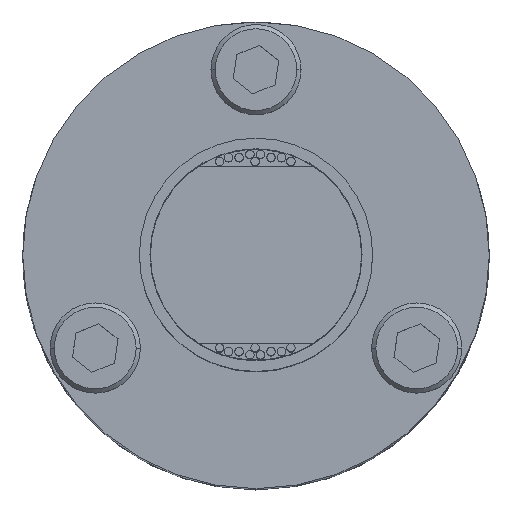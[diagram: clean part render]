
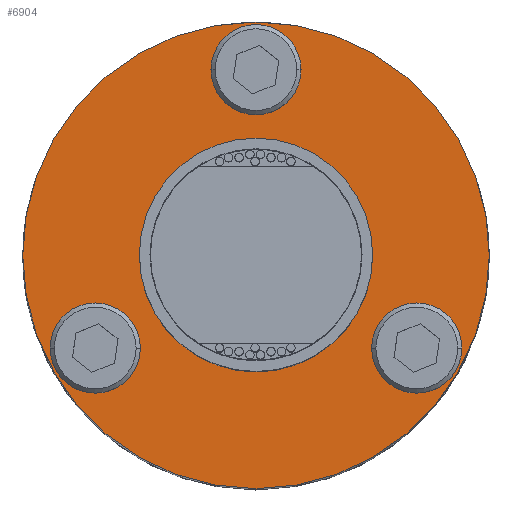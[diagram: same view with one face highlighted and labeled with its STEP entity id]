
A CAD part, top view. The second image highlights one B-rep face of the part: STEP entity #6904.
In plain terms, the highlighted planar face has unit normal (0, 0, 1).
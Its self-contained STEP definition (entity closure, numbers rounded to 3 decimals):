
#122 = VERTEX_POINT ( 'NONE', #6488 ) ;
#177 = DIRECTION ( 'NONE',  ( 1., 0., 0. ) ) ;
#189 = EDGE_CURVE ( 'NONE', #3091, #6642, #5288, .T. ) ;
#369 = DIRECTION ( 'NONE',  ( 1., 0., 0. ) ) ;
#514 = CIRCLE ( 'NONE', #6980, 11. ) ;
#597 = VERTEX_POINT ( 'NONE', #1016 ) ;
#617 = CIRCLE ( 'NONE', #4709, 22. ) ;
#708 = FACE_BOUND ( 'NONE', #3221, .T. ) ;
#759 = DIRECTION ( 'NONE',  ( 0., 0., 1. ) ) ;
#796 = CARTESIAN_POINT ( 'NONE',  ( 0., 0., 87.4 ) ) ;
#869 = CARTESIAN_POINT ( 'NONE',  ( -10.905, -8.75, 87.4 ) ) ;
#1014 = ORIENTED_EDGE ( 'NONE', *, *, #1531, .F. ) ;
#1016 = CARTESIAN_POINT ( 'NONE',  ( -22., 0., 87.4 ) ) ;
#1056 = EDGE_CURVE ( 'NONE', #2129, #122, #2639, .T. ) ;
#1125 = DIRECTION ( 'NONE',  ( 0., 0., 1. ) ) ;
#1144 = AXIS2_PLACEMENT_3D ( 'NONE', #6760, #3411, #7332 ) ;
#1196 = AXIS2_PLACEMENT_3D ( 'NONE', #4155, #759, #4728 ) ;
#1200 = VERTEX_POINT ( 'NONE', #1977 ) ;
#1207 = DIRECTION ( 'NONE',  ( 0., 0., 1. ) ) ;
#1208 = VERTEX_POINT ( 'NONE', #3114 ) ;
#1279 = CARTESIAN_POINT ( 'NONE',  ( 15.155, -8.75, 87.4 ) ) ;
#1367 = DIRECTION ( 'NONE',  ( 1., 0., 0. ) ) ;
#1406 = DIRECTION ( 'NONE',  ( 0., 0., 1. ) ) ;
#1531 = EDGE_CURVE ( 'NONE', #3695, #5100, #6918, .T. ) ;
#1671 = CARTESIAN_POINT ( 'NONE',  ( -19.405, -8.75, 87.4 ) ) ;
#1735 = ORIENTED_EDGE ( 'NONE', *, *, #4128, .T. ) ;
#1858 = DIRECTION ( 'NONE',  ( -0.5, -0.866, 0. ) ) ;
#1900 = PLANE ( 'NONE',  #6245 ) ;
#1949 = CIRCLE ( 'NONE', #4226, 4.25 ) ;
#1977 = CARTESIAN_POINT ( 'NONE',  ( 22., 0., 87.4 ) ) ;
#2040 = CIRCLE ( 'NONE', #6629, 11. ) ;
#2129 = VERTEX_POINT ( 'NONE', #7128 ) ;
#2218 = FACE_BOUND ( 'NONE', #4135, .T. ) ;
#2384 = AXIS2_PLACEMENT_3D ( 'NONE', #4597, #1207, #5153 ) ;
#2401 = CARTESIAN_POINT ( 'NONE',  ( -11., 0., 87.4 ) ) ;
#2434 = EDGE_CURVE ( 'NONE', #6642, #3091, #2768, .T. ) ;
#2486 = CIRCLE ( 'NONE', #4234, 4.25 ) ;
#2575 = FACE_OUTER_BOUND ( 'NONE', #6231, .T. ) ;
#2579 = AXIS2_PLACEMENT_3D ( 'NONE', #1279, #5220, #1858 ) ;
#2637 = DIRECTION ( 'NONE',  ( 0., 0., 1. ) ) ;
#2639 = CIRCLE ( 'NONE', #1144, 4.25 ) ;
#2746 = ORIENTED_EDGE ( 'NONE', *, *, #189, .F. ) ;
#2760 = EDGE_CURVE ( 'NONE', #597, #1200, #617, .T. ) ;
#2768 = CIRCLE ( 'NONE', #2579, 4.25 ) ;
#2899 = ORIENTED_EDGE ( 'NONE', *, *, #2434, .F. ) ;
#3085 = ORIENTED_EDGE ( 'NONE', *, *, #6931, .F. ) ;
#3091 = VERTEX_POINT ( 'NONE', #6726 ) ;
#3114 = CARTESIAN_POINT ( 'NONE',  ( 11., 0., 87.4 ) ) ;
#3174 = CARTESIAN_POINT ( 'NONE',  ( 0., 0., 87.4 ) ) ;
#3192 = AXIS2_PLACEMENT_3D ( 'NONE', #5994, #2637, #6559 ) ;
#3221 = EDGE_LOOP ( 'NONE', ( #6317, #3085 ) ) ;
#3235 = ORIENTED_EDGE ( 'NONE', *, *, #4218, .F. ) ;
#3305 = ORIENTED_EDGE ( 'NONE', *, *, #1056, .F. ) ;
#3411 = DIRECTION ( 'NONE',  ( 0., 0., 1. ) ) ;
#3600 = DIRECTION ( 'NONE',  ( 0., 0., 1. ) ) ;
#3695 = VERTEX_POINT ( 'NONE', #869 ) ;
#3730 = DIRECTION ( 'NONE',  ( 1., 0., 0. ) ) ;
#3778 = DIRECTION ( 'NONE',  ( 0., 0., 1. ) ) ;
#4128 = EDGE_CURVE ( 'NONE', #1200, #597, #6785, .T. ) ;
#4135 = EDGE_LOOP ( 'NONE', ( #2899, #2746 ) ) ;
#4155 = CARTESIAN_POINT ( 'NONE',  ( 0., 0., 87.4 ) ) ;
#4218 = EDGE_CURVE ( 'NONE', #5100, #3695, #1949, .T. ) ;
#4226 = AXIS2_PLACEMENT_3D ( 'NONE', #4792, #1406, #5339 ) ;
#4234 = AXIS2_PLACEMENT_3D ( 'NONE', #7147, #3778, #369 ) ;
#4481 = ORIENTED_EDGE ( 'NONE', *, *, #2760, .T. ) ;
#4506 = CARTESIAN_POINT ( 'NONE',  ( 0., 0., 87.4 ) ) ;
#4572 = CARTESIAN_POINT ( 'NONE',  ( 10.905, -8.75, 87.4 ) ) ;
#4597 = CARTESIAN_POINT ( 'NONE',  ( -15.155, -8.75, 87.4 ) ) ;
#4709 = AXIS2_PLACEMENT_3D ( 'NONE', #4506, #1125, #5066 ) ;
#4728 = DIRECTION ( 'NONE',  ( 1., 0., 0. ) ) ;
#4754 = DIRECTION ( 'NONE',  ( 0., 0., 1. ) ) ;
#4792 = CARTESIAN_POINT ( 'NONE',  ( -15.155, -8.75, 87.4 ) ) ;
#4889 = ORIENTED_EDGE ( 'NONE', *, *, #7134, .F. ) ;
#5030 = FACE_BOUND ( 'NONE', #7225, .T. ) ;
#5066 = DIRECTION ( 'NONE',  ( 1., 0., 0. ) ) ;
#5100 = VERTEX_POINT ( 'NONE', #1671 ) ;
#5153 = DIRECTION ( 'NONE',  ( -0.5, 0.866, 0. ) ) ;
#5220 = DIRECTION ( 'NONE',  ( 0., 0., 1. ) ) ;
#5255 = CARTESIAN_POINT ( 'NONE',  ( 0., 0., 87.4 ) ) ;
#5263 = VERTEX_POINT ( 'NONE', #2401 ) ;
#5288 = CIRCLE ( 'NONE', #3192, 4.25 ) ;
#5339 = DIRECTION ( 'NONE',  ( -0.5, 0.866, 0. ) ) ;
#5994 = CARTESIAN_POINT ( 'NONE',  ( 15.155, -8.75, 87.4 ) ) ;
#6038 = EDGE_CURVE ( 'NONE', #5263, #1208, #514, .T. ) ;
#6077 = EDGE_LOOP ( 'NONE', ( #4889, #3305 ) ) ;
#6231 = EDGE_LOOP ( 'NONE', ( #4481, #1735 ) ) ;
#6245 = AXIS2_PLACEMENT_3D ( 'NONE', #5255, #3600, #177 ) ;
#6317 = ORIENTED_EDGE ( 'NONE', *, *, #6038, .F. ) ;
#6488 = CARTESIAN_POINT ( 'NONE',  ( -4.25, 17.5, 87.4 ) ) ;
#6519 = FACE_BOUND ( 'NONE', #6077, .T. ) ;
#6559 = DIRECTION ( 'NONE',  ( -0.5, -0.866, 0. ) ) ;
#6629 = AXIS2_PLACEMENT_3D ( 'NONE', #796, #4754, #1367 ) ;
#6642 = VERTEX_POINT ( 'NONE', #4572 ) ;
#6726 = CARTESIAN_POINT ( 'NONE',  ( 19.405, -8.75, 87.4 ) ) ;
#6760 = CARTESIAN_POINT ( 'NONE',  ( 0., 17.5, 87.4 ) ) ;
#6785 = CIRCLE ( 'NONE', #1196, 22. ) ;
#6904 = ADVANCED_FACE ( 'NONE', ( #2218, #708, #2575, #6519, #5030 ), #1900, .T. ) ;
#6918 = CIRCLE ( 'NONE', #2384, 4.25 ) ;
#6931 = EDGE_CURVE ( 'NONE', #1208, #5263, #2040, .T. ) ;
#6980 = AXIS2_PLACEMENT_3D ( 'NONE', #3174, #7092, #3730 ) ;
#7092 = DIRECTION ( 'NONE',  ( 0., 0., 1. ) ) ;
#7128 = CARTESIAN_POINT ( 'NONE',  ( 4.25, 17.5, 87.4 ) ) ;
#7134 = EDGE_CURVE ( 'NONE', #122, #2129, #2486, .T. ) ;
#7147 = CARTESIAN_POINT ( 'NONE',  ( 0., 17.5, 87.4 ) ) ;
#7225 = EDGE_LOOP ( 'NONE', ( #3235, #1014 ) ) ;
#7332 = DIRECTION ( 'NONE',  ( 1., 0., 0. ) ) ;
